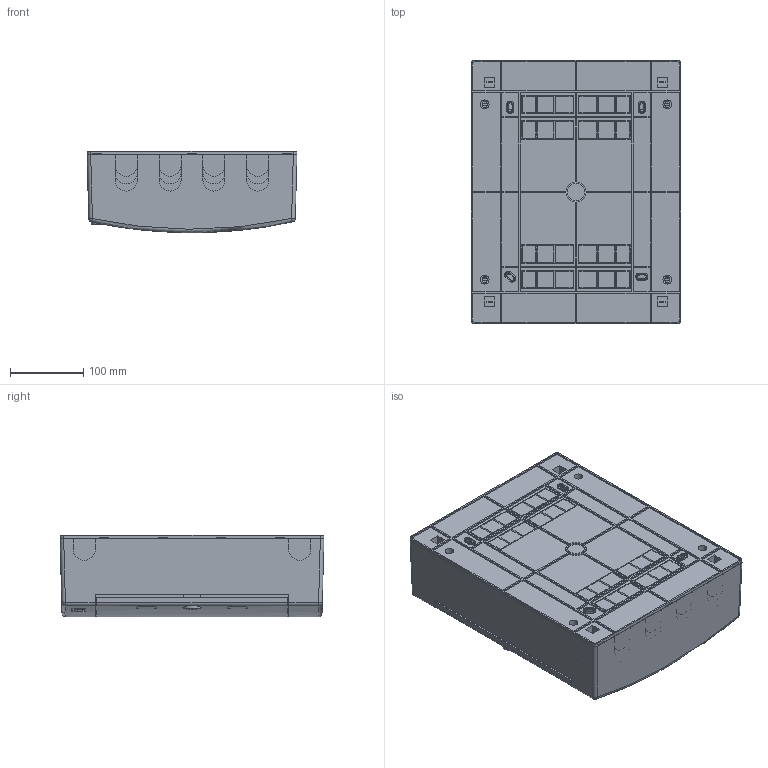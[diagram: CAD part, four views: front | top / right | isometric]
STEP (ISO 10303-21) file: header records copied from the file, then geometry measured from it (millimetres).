
FILE_DESCRIPTION((''),'2;1');
FILE_NAME('ECT_24_MEDIA_PO_ASM','2024-08-12T11:03:55',('klemen.sitar'),('Audax d.o.o.'),'CREO PARAMETRIC BY PTC INC, 2021304','CREO PARAMETRIC BY PTC INC, 2021304','');
FILE_SCHEMA(('AP242_MANAGED_MODEL_BASED_3D_ENGINEERING_MIM_LF { 1 0 10303 442 1 1 4 }'));
Products named in the file (8): DNO_N24-C__20_05_2019___1; VRATA_N24-C_1; 24_BODYLOGO_1; PRT0109_1_1; PRT0109_1_2; PRT0109_1_3; PRT0109_1_ASM; ECT_24_MEDIA_PO_ASM
Assembly tree (7 placements, depth 3):
  ECT_24_MEDIA_PO_ASM
    DNO_N24-C__20_05_2019___1
    VRATA_N24-C_1
    24_BODYLOGO_1
    PRT0109_1_ASM
      PRT0109_1_1
      PRT0109_1_2
      PRT0109_1_3
Bounding box: 287.3 x 361.2 x 111.6 mm (x, y, z)
Volume: 901289.5 mm3; surface area: 881840.4 mm2
Topology: 6 solids, 6 shells, 2725 faces, 7679 edges, 5117 vertices
Faces by surface type: plane 1851, cylinder 653, cone 100, extrusion 95, torus 16, sphere 8, bspline 2
Entity records: 117206 total; most frequent: CARTESIAN_POINT 21573, ORIENTED_EDGE 15342, DIRECTION 14314, PRESENTATION_STYLE_ASSIGNMENT 7706, STYLED_ITEM 7703, CURVE_STYLE 7671, EDGE_CURVE 7671, VECTOR 5344
